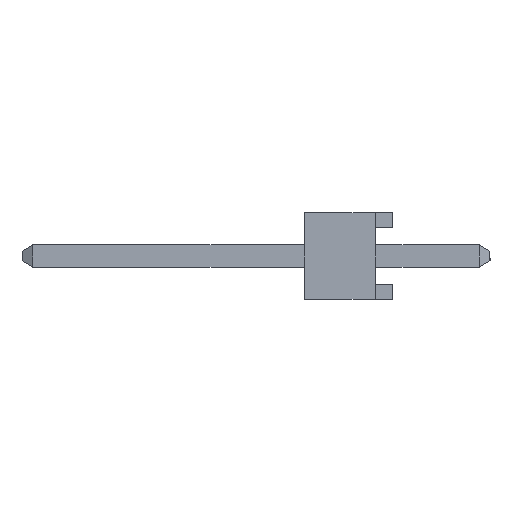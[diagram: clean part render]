
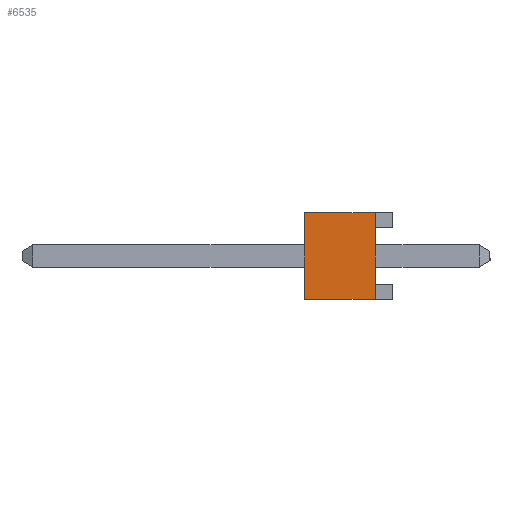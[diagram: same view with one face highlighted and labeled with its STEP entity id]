
A CAD part, left-side view. The second image highlights one B-rep face of the part: STEP entity #6535.
In plain terms, the highlighted planar face has unit normal (-1, 0, 0).
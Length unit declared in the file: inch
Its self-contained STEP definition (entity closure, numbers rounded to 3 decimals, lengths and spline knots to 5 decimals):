
#1375=ORIENTED_EDGE('',*,*,#2687,.F.);
#1376=ORIENTED_EDGE('',*,*,#2289,.F.);
#1377=ORIENTED_EDGE('',*,*,#2688,.F.);
#1378=ORIENTED_EDGE('',*,*,#2368,.T.);
#2289=EDGE_CURVE('',#3063,#3064,#3753,.T.);
#2368=EDGE_CURVE('',#3119,#3118,#3832,.T.);
#2687=EDGE_CURVE('',#3064,#3118,#4151,.T.);
#2688=EDGE_CURVE('',#3119,#3063,#4152,.T.);
#3063=VERTEX_POINT('',#9568);
#3064=VERTEX_POINT('',#9570);
#3118=VERTEX_POINT('',#9709);
#3119=VERTEX_POINT('',#9711);
#3753=LINE('',#9569,#4657);
#3832=LINE('',#9710,#4736);
#4151=LINE('',#10332,#5055);
#4152=LINE('',#10333,#5056);
#4657=VECTOR('',#7773,39.37008);
#4736=VECTOR('',#7866,39.37008);
#5055=VECTOR('',#8423,39.37008);
#5056=VECTOR('',#8424,39.37008);
#5407=EDGE_LOOP('',(#1375,#1376,#1377,#1378));
#5797=FACE_BOUND('',#5407,.T.);
#6173=PLANE('',#6924);
#6535=ADVANCED_FACE('',(#5797),#6173,.F.);
#6924=AXIS2_PLACEMENT_3D('',#10331,#8421,#8422);
#7773=DIRECTION('',(0.,-1.,0.));
#7866=DIRECTION('',(0.,-1.,0.));
#8421=DIRECTION('',(1.,0.,0.));
#8422=DIRECTION('',(0.,0.,-1.));
#8423=DIRECTION('',(0.,0.,-1.));
#8424=DIRECTION('',(0.,0.,1.));
#9568=CARTESIAN_POINT('',(-0.35,0.1,0.049));
#9569=CARTESIAN_POINT('',(-0.35,0.1,0.049));
#9570=CARTESIAN_POINT('',(-0.35,0.02,0.049));
#9709=CARTESIAN_POINT('',(-0.35,0.02,-0.049));
#9710=CARTESIAN_POINT('',(-0.35,0.1,-0.049));
#9711=CARTESIAN_POINT('',(-0.35,0.1,-0.049));
#10331=CARTESIAN_POINT('',(-0.35,0.1,-0.049));
#10332=CARTESIAN_POINT('',(-0.35,0.02,-0.049));
#10333=CARTESIAN_POINT('',(-0.35,0.1,-0.049));
